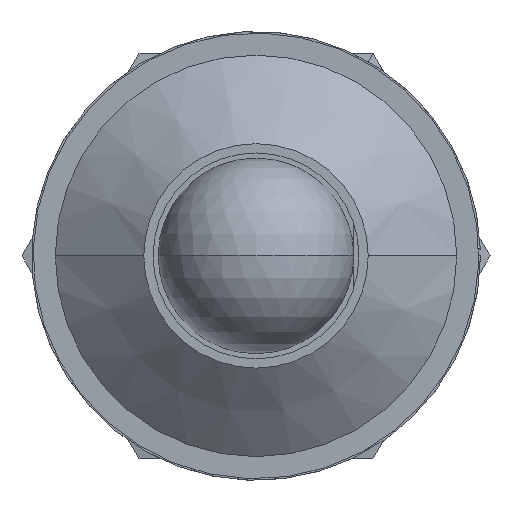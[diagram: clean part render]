
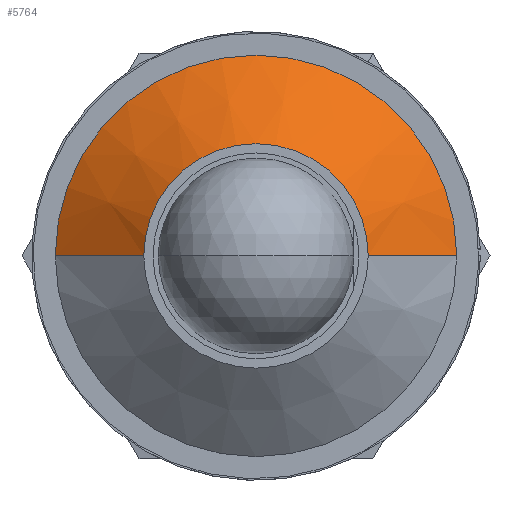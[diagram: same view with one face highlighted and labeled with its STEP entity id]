
A CAD part, left-side view. The second image highlights one B-rep face of the part: STEP entity #5764.
In plain terms, the highlighted conical face has half-angle 51.301 degrees and reference radius 4.953 mm.
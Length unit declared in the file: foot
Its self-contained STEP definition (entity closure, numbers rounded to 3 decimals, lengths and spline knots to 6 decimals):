
#461 = VERTEX_POINT ( 'NONE', #8725 ) ;
#552 = EDGE_CURVE ( 'NONE', #9489, #4002, #8965, .T. ) ;
#1204 = CONICAL_SURFACE ( 'NONE', #5977, 0.01625, 0.895 ) ;
#1917 = EDGE_LOOP ( 'NONE', ( #4849, #7872, #7369, #6721 ) ) ;
#2462 = VECTOR ( 'NONE', #3918, 3.28084 ) ;
#2869 = CARTESIAN_POINT ( 'NONE',  ( 0., -0.009083, 0. ) ) ;
#2958 = EDGE_CURVE ( 'NONE', #10423, #4002, #8049, .T. ) ;
#3140 = DIRECTION ( 'NONE',  ( 1., 0., 0. ) ) ;
#3210 = CARTESIAN_POINT ( 'NONE',  ( 0.005741, 0., 0. ) ) ;
#3367 = AXIS2_PLACEMENT_3D ( 'NONE', #8037, #3140, #8836 ) ;
#3594 = FACE_OUTER_BOUND ( 'NONE', #1917, .T. ) ;
#3747 = DIRECTION ( 'NONE',  ( 0.625, 0.78, 0. ) ) ;
#3918 = DIRECTION ( 'NONE',  ( 0.625, -0.78, 0. ) ) ;
#4002 = VERTEX_POINT ( 'NONE', #6419 ) ;
#4100 = AXIS2_PLACEMENT_3D ( 'NONE', #9378, #4471, #10196 ) ;
#4471 = DIRECTION ( 'NONE',  ( 1., 0., 0. ) ) ;
#4703 = EDGE_CURVE ( 'NONE', #461, #10423, #10486, .T. ) ;
#4799 = DIRECTION ( 'NONE',  ( 0., 1., 0. ) ) ;
#4849 = ORIENTED_EDGE ( 'NONE', *, *, #6289, .T. ) ;
#5764 = ADVANCED_FACE ( 'NONE', ( #3594 ), #1204, .T. ) ;
#5977 = AXIS2_PLACEMENT_3D ( 'NONE', #3210, #6462, #4799 ) ;
#6289 = EDGE_CURVE ( 'NONE', #461, #9489, #6659, .T. ) ;
#6419 = CARTESIAN_POINT ( 'NONE',  ( 0.005741, -0.01625, 0. ) ) ;
#6462 = DIRECTION ( 'NONE',  ( 1., 0., 0. ) ) ;
#6659 = CIRCLE ( 'NONE', #3367, 0.009083 ) ;
#6721 = ORIENTED_EDGE ( 'NONE', *, *, #4703, .F. ) ;
#7369 = ORIENTED_EDGE ( 'NONE', *, *, #2958, .F. ) ;
#7493 = CARTESIAN_POINT ( 'NONE',  ( 0.005741, 0.01625, 0. ) ) ;
#7872 = ORIENTED_EDGE ( 'NONE', *, *, #552, .T. ) ;
#8037 = CARTESIAN_POINT ( 'NONE',  ( 0., 0., 0. ) ) ;
#8049 = CIRCLE ( 'NONE', #4100, 0.01625 ) ;
#8334 = VECTOR ( 'NONE', #3747, 3.28084 ) ;
#8725 = CARTESIAN_POINT ( 'NONE',  ( 0., 0.009083, 0. ) ) ;
#8836 = DIRECTION ( 'NONE',  ( 0., 1., 0. ) ) ;
#8965 = LINE ( 'NONE', #10459, #2462 ) ;
#9378 = CARTESIAN_POINT ( 'NONE',  ( 0.005741, 0., 0. ) ) ;
#9478 = CARTESIAN_POINT ( 'NONE',  ( 0.005741, 0.01625, 0. ) ) ;
#9489 = VERTEX_POINT ( 'NONE', #2869 ) ;
#10196 = DIRECTION ( 'NONE',  ( 0., 1., 0. ) ) ;
#10423 = VERTEX_POINT ( 'NONE', #7493 ) ;
#10459 = CARTESIAN_POINT ( 'NONE',  ( 0.005741, -0.01625, 0. ) ) ;
#10486 = LINE ( 'NONE', #9478, #8334 ) ;
